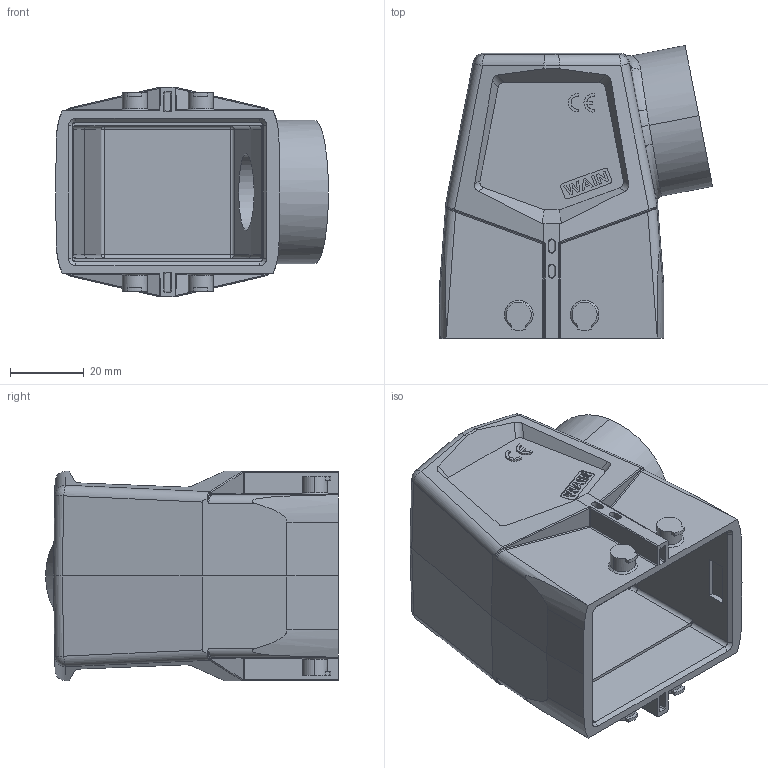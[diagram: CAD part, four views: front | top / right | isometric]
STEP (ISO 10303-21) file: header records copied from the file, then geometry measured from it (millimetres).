
FILE_DESCRIPTION(/* description */ (''),/* implementation_level */ '2;1');
FILE_NAME(/* name */ '3D_1290065371500_HM6B.P-SEH-4B-M25_V1.0_stp.stp',/* time_stamp */ '2024-03-20T10:07:55+08:00',/* author */ (''),/* organization */ (''),/* preprocessor_version */ 'ST-DEVELOPER v18.1',/* originating_system */ 'SIEMENS PLM Software NX 1980',/* authorisation */ '');
FILE_SCHEMA (('AUTOMOTIVE_DESIGN { 1 0 10303 214 3 1 1 1 }'));
Length unit declared in the file: millimetre
Products named in the file (1): 3D_1290065301500_HM6B.P-SEH-4B-M32_V1.0_stp
Bounding box: 74.22 x 79.64 x 57 mm (x, y, z)
Volume: 74711.6 mm3; surface area: 37284.2 mm2
Topology: 1 solids, 1 shells, 414 faces, 1050 edges, 665 vertices
Faces by surface type: plane 224, cylinder 121, cone 21, torus 20, bspline 16, sphere 12
Full cylindrical faces by diameter (mm): 21 x1, 23.4 x7
Entity records: 14856 total; most frequent: CARTESIAN_POINT 5430, ORIENTED_EDGE 2048, DIRECTION 1765, EDGE_CURVE 1024, LINE 663, VECTOR 663, VERTEX_POINT 649, AXIS2_PLACEMENT_3D 551
